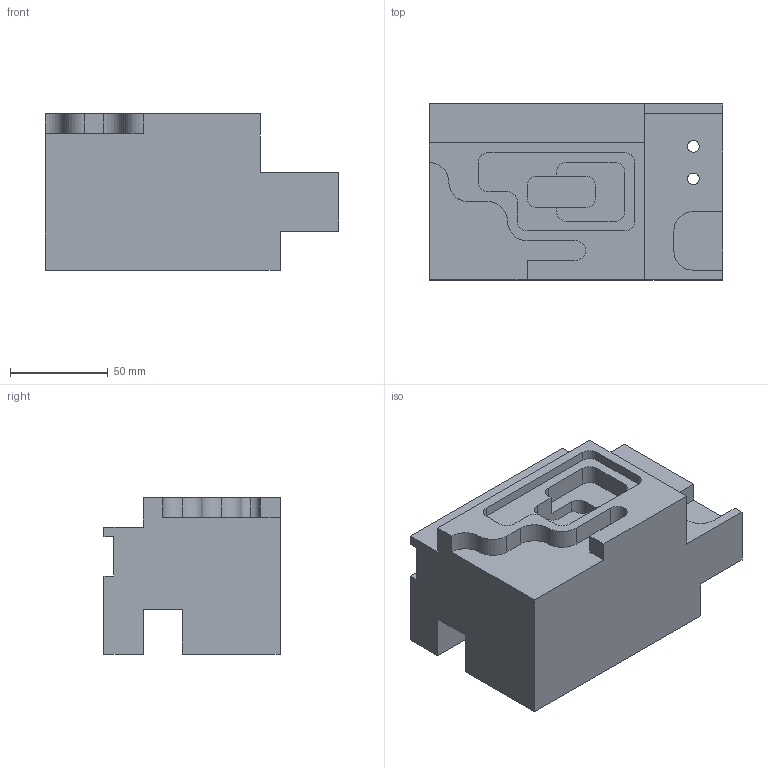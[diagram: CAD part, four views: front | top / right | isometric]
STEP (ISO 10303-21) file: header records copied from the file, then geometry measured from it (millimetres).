
FILE_DESCRIPTION(('produced by SPATIAL CORP'),'2;1');
FILE_NAME( 'DEMO05_wcr.hh.sat.stp' ,'2002-04-19T11:17:21+00:00',('SPATIAL CORP'),('SPATIAL CORP'), 'ACIS STEP Husk','http://www.spatial.com','SPATIAL CORP');
FILE_SCHEMA(('CONFIG_CONTROL_DESIGN'));
Length unit declared in the file: millimetre
Products named in the file (1): PRODUCT_ID_1
Bounding box: 150 x 90 x 80 mm (x, y, z)
Volume: 743712.5 mm3; surface area: 75430.6 mm2
Topology: 1 solids, 1 shells, 117 faces, 315 edges, 206 vertices
Faces by surface type: plane 57, cylinder 48, cone 12
Entity records: 3435 total; most frequent: ORIENTED_EDGE 630, CARTESIAN_POINT 563, DIRECTION 523, EDGE_CURVE 315, VERTEX_POINT 206, VECTOR 191, LINE 191, AXIS2_PLACEMENT_3D 166
